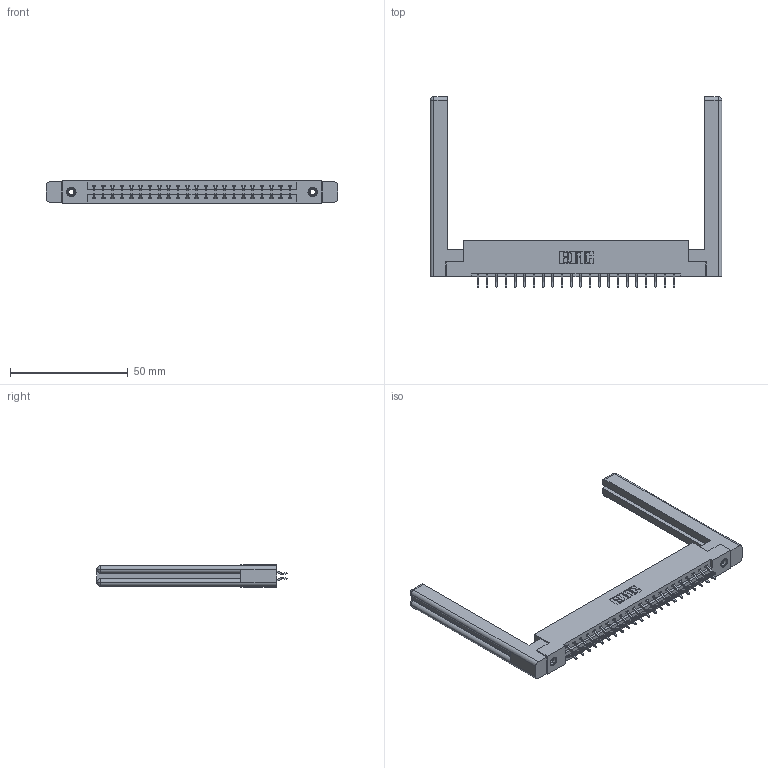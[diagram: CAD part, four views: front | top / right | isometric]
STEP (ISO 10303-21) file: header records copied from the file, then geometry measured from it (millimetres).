
FILE_DESCRIPTION (( 'STEP AP203' ), '1' );
FILE_NAME ('337-044-556-258.STEP', '2019-10-09T13:20:42', ( '' ), ( '' ), 'SwSTEP 2.0', 'SolidWorks 2016', '' );
FILE_SCHEMA (( 'CONFIG_CONTROL_DESIGN' ));
Length unit declared in the file: inch
Products named in the file (5): 337-044-556-258; 337 Part_Flush Mounting Lugs - 0.156 Dia-TI; 345-292-001_556 Tail; 345-250-001_345-250-001-102; 307-220-058
Assembly tree (49 placements, depth 2):
  337-044-556-258
    337 Part_Flush Mounting Lugs - 0.156 Dia-TI
    345-292-001_556 Tail  x44
    345-250-001_345-250-001-102  x2
    307-220-058  x2
Bounding box: 123.8 x 80.66 x 9.4 mm (x, y, z)
Volume: 19921.4 mm3; surface area: 19252.8 mm2
Topology: 49 solids, 49 shells, 2896 faces, 8541 edges, 5622 vertices
Faces by surface type: plane 2002, cylinder 870, cone 12, torus 12
Entity records: 22498 total; most frequent: CARTESIAN_POINT 3829, ORIENTED_EDGE 3692, DIRECTION 3298, EDGE_CURVE 1846, VECTOR 1662, LINE 1662, VERTEX_POINT 1222, AXIS2_PLACEMENT_3D 818
